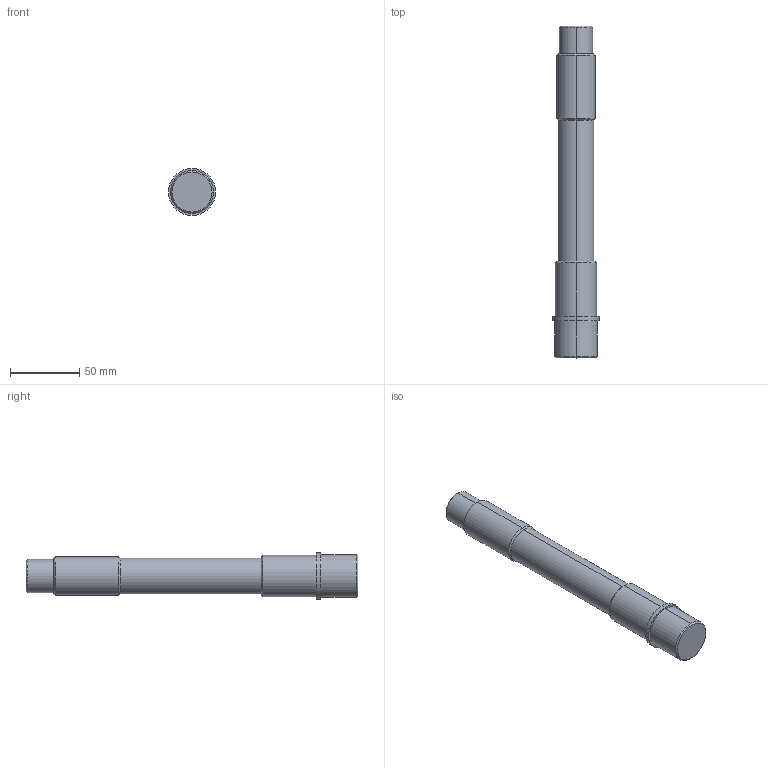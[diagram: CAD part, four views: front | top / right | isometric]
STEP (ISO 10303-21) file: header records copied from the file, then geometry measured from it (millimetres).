
FILE_DESCRIPTION (( 'STEP AP214' ), '1' );
FILE_NAME ('COLONNE TES WEISS B.STEP', '2022-12-20T20:21:32', ( '' ), ( '' ), 'SwSTEP 2.0', 'SolidWorks 2020', '' );
FILE_SCHEMA (( 'AUTOMOTIVE_DESIGN' ));
Length unit declared in the file: millimetre
Products named in the file (1): COLONNE TES WEISS B
Bounding box: 34 x 240 x 34 mm (x, y, z)
Volume: 143919.2 mm3; surface area: 22501.1 mm2
Topology: 1 solids, 1 shells, 28 faces, 54 edges, 32 vertices
Faces by surface type: cylinder 12, cone 10, plane 6
Entity records: 748 total; most frequent: DIRECTION 144, CARTESIAN_POINT 115, ORIENTED_EDGE 108, AXIS2_PLACEMENT_3D 61, EDGE_CURVE 54, CIRCLE 32, EDGE_LOOP 32, VERTEX_POINT 32
